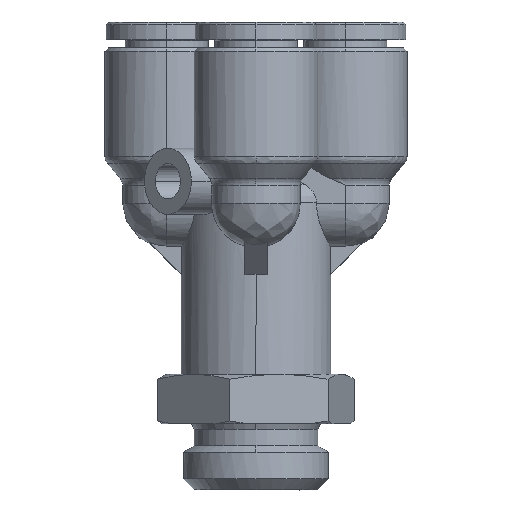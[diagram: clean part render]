
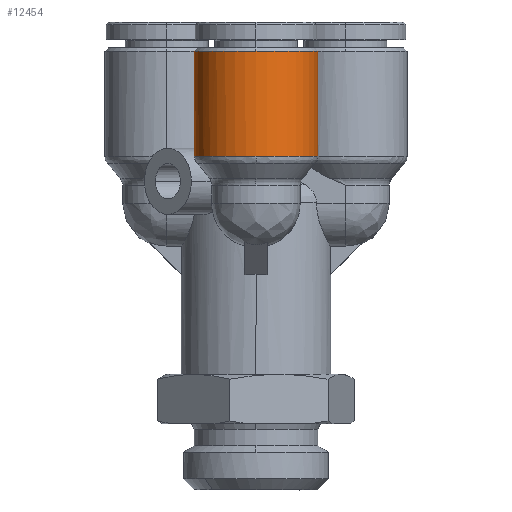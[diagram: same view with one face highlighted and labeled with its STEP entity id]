
A CAD part, left-side view. The second image highlights one B-rep face of the part: STEP entity #12454.
In plain terms, the highlighted cylindrical face has radius 5.6 mm (diameter 11.2 mm), a partial arc.
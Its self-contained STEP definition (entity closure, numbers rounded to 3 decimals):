
#649 = AXIS2_PLACEMENT_3D ( 'NONE', #5454, #9214, #23171 ) ;
#1567 = ORIENTED_EDGE ( 'NONE', *, *, #6796, .T. ) ;
#1861 = CARTESIAN_POINT ( 'NONE',  ( -10.932, -5.6, -30.076 ) ) ;
#1930 = CARTESIAN_POINT ( 'NONE',  ( -10.932, 5.6, -30.076 ) ) ;
#2268 = DIRECTION ( 'NONE',  ( 1., 0., 0. ) ) ;
#3307 = EDGE_CURVE ( 'NONE', #8468, #22237, #3670, .T. ) ;
#3670 = LINE ( 'NONE', #13155, #11050 ) ;
#3776 = CIRCLE ( 'NONE', #28811, 5.6 ) ;
#5454 = CARTESIAN_POINT ( 'NONE',  ( -1.397, 0., -30.076 ) ) ;
#6212 = CARTESIAN_POINT ( 'NONE',  ( -1.508, 5.6, -30.17 ) ) ;
#6740 = ORIENTED_EDGE ( 'NONE', *, *, #15280, .T. ) ;
#6796 = EDGE_CURVE ( 'NONE', #24703, #8468, #19176, .T. ) ;
#7062 = EDGE_CURVE ( 'NONE', #13739, #22237, #19461, .T. ) ;
#7343 = DIRECTION ( 'NONE',  ( 0., 1., 0. ) ) ;
#7443 = EDGE_CURVE ( 'NONE', #24896, #13847, #13414, .T. ) ;
#7849 = ORIENTED_EDGE ( 'NONE', *, *, #7062, .F. ) ;
#7991 = CYLINDRICAL_SURFACE ( 'NONE', #31870, 5.6 ) ;
#8344 = CARTESIAN_POINT ( 'NONE',  ( -1.556, 5.6, -30.076 ) ) ;
#8468 = VERTEX_POINT ( 'NONE', #1930 ) ;
#9214 = DIRECTION ( 'NONE',  ( -1., 0., 0. ) ) ;
#9350 = ORIENTED_EDGE ( 'NONE', *, *, #30089, .T. ) ;
#11050 = VECTOR ( 'NONE', #2268, 1000. ) ;
#11518 = DIRECTION ( 'NONE',  ( 0., 1., 0. ) ) ;
#11662 = DIRECTION ( 'NONE',  ( 0., 1., 0. ) ) ;
#12454 = ADVANCED_FACE ( 'NONE', ( #25166 ), #7991, .T. ) ;
#13155 = CARTESIAN_POINT ( 'NONE',  ( -5.332, 5.6, -30.076 ) ) ;
#13414 = CIRCLE ( 'NONE', #649, 5.6 ) ;
#13739 = VERTEX_POINT ( 'NONE', #31131 ) ;
#13847 = VERTEX_POINT ( 'NONE', #34430 ) ;
#14666 = AXIS2_PLACEMENT_3D ( 'NONE', #28000, #28486, #11518 ) ;
#14836 = CARTESIAN_POINT ( 'NONE',  ( -1.455, 5.598, -30.262 ) ) ;
#15280 = EDGE_CURVE ( 'NONE', #13739, #24896, #29074, .T. ) ;
#17750 = DIRECTION ( 'NONE',  ( 0., 1., 0. ) ) ;
#19176 = CIRCLE ( 'NONE', #31991, 5.6 ) ;
#19461 = B_SPLINE_CURVE_WITH_KNOTS ( 'NONE', 3,
 ( #31745, #14836, #6212, #34594 ),
 .UNSPECIFIED., .F., .F.,
 ( 4, 4 ),
 ( 0., 0. ),
 .UNSPECIFIED. ) ;
#20317 = CARTESIAN_POINT ( 'NONE',  ( -5.332, 0., -30.076 ) ) ;
#20458 = VERTEX_POINT ( 'NONE', #1861 ) ;
#21273 = CARTESIAN_POINT ( 'NONE',  ( -10.932, 0., -30.076 ) ) ;
#21603 = CARTESIAN_POINT ( 'NONE',  ( -10.932, 0., -35.676 ) ) ;
#22237 = VERTEX_POINT ( 'NONE', #8344 ) ;
#22803 = LINE ( 'NONE', #28274, #27695 ) ;
#23171 = DIRECTION ( 'NONE',  ( 0., 1., 0. ) ) ;
#24703 = VERTEX_POINT ( 'NONE', #21603 ) ;
#24896 = VERTEX_POINT ( 'NONE', #25281 ) ;
#25166 = FACE_OUTER_BOUND ( 'NONE', #28382, .T. ) ;
#25281 = CARTESIAN_POINT ( 'NONE',  ( -1.397, 0., -35.676 ) ) ;
#25985 = DIRECTION ( 'NONE',  ( 1., 0., 0. ) ) ;
#26276 = CARTESIAN_POINT ( 'NONE',  ( -10.932, 0., -30.076 ) ) ;
#26502 = DIRECTION ( 'NONE',  ( 1., 0., 0. ) ) ;
#26718 = ORIENTED_EDGE ( 'NONE', *, *, #33900, .F. ) ;
#27695 = VECTOR ( 'NONE', #33960, 1000. ) ;
#28000 = CARTESIAN_POINT ( 'NONE',  ( -1.397, 0., -30.076 ) ) ;
#28274 = CARTESIAN_POINT ( 'NONE',  ( -5.332, -5.6, -30.076 ) ) ;
#28382 = EDGE_LOOP ( 'NONE', ( #26718, #9350, #1567, #28994, #7849, #6740, #30302 ) ) ;
#28486 = DIRECTION ( 'NONE',  ( -1., 0., 0. ) ) ;
#28811 = AXIS2_PLACEMENT_3D ( 'NONE', #26276, #26502, #17750 ) ;
#28994 = ORIENTED_EDGE ( 'NONE', *, *, #3307, .T. ) ;
#29074 = CIRCLE ( 'NONE', #14666, 5.6 ) ;
#29809 = DIRECTION ( 'NONE',  ( 1., 0., 0. ) ) ;
#30089 = EDGE_CURVE ( 'NONE', #20458, #24703, #3776, .T. ) ;
#30302 = ORIENTED_EDGE ( 'NONE', *, *, #7443, .T. ) ;
#31131 = CARTESIAN_POINT ( 'NONE',  ( -1.397, 5.593, -30.352 ) ) ;
#31745 = CARTESIAN_POINT ( 'NONE',  ( -1.397, 5.593, -30.352 ) ) ;
#31870 = AXIS2_PLACEMENT_3D ( 'NONE', #20317, #25985, #11662 ) ;
#31991 = AXIS2_PLACEMENT_3D ( 'NONE', #21273, #29809, #7343 ) ;
#33900 = EDGE_CURVE ( 'NONE', #20458, #13847, #22803, .T. ) ;
#33960 = DIRECTION ( 'NONE',  ( 1., 0., 0. ) ) ;
#34430 = CARTESIAN_POINT ( 'NONE',  ( -1.397, -5.6, -30.076 ) ) ;
#34594 = CARTESIAN_POINT ( 'NONE',  ( -1.556, 5.6, -30.076 ) ) ;
